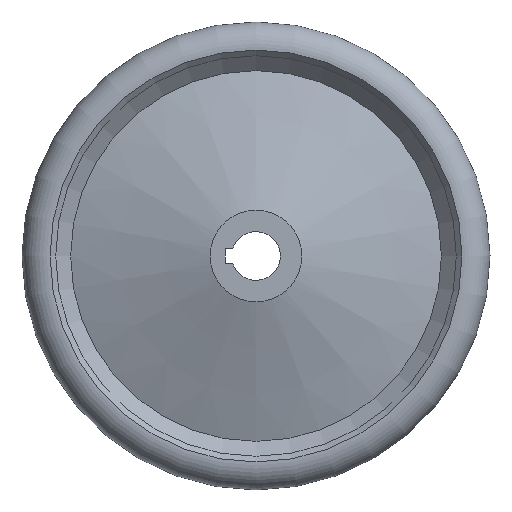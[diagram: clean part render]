
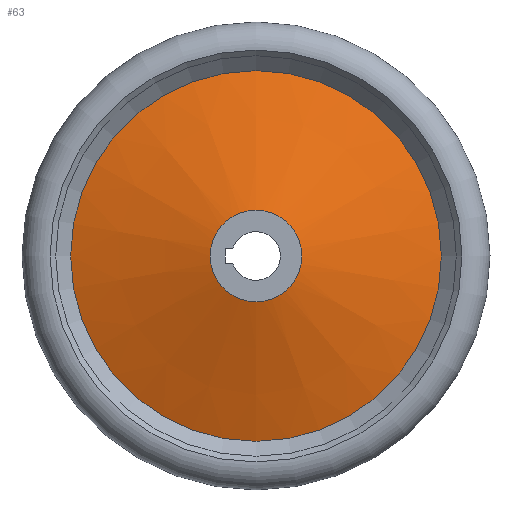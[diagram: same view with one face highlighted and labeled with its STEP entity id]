
A CAD part, left-side view. The second image highlights one B-rep face of the part: STEP entity #63.
In plain terms, the highlighted conical face has half-angle 71.935 degrees and reference radius 99 mm.
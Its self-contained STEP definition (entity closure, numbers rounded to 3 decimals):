
#63 = ADVANCED_FACE( '', ( #132, #133 ), #134, .T. );
#132 = FACE_BOUND( '', #196, .T. );
#133 = FACE_OUTER_BOUND( '', #197, .T. );
#134 = CONICAL_SURFACE( '', #198, 99., 1.256 );
#196 = EDGE_LOOP( '', ( #293 ) );
#197 = EDGE_LOOP( '', ( #294 ) );
#198 = AXIS2_PLACEMENT_3D( '', #295, #296, #297 );
#293 = ORIENTED_EDGE( '', *, *, #327, .F. );
#294 = ORIENTED_EDGE( '', *, *, #313, .T. );
#295 = CARTESIAN_POINT( '', ( 43.8, 0., 0. ) );
#296 = DIRECTION( '', ( 1., 0., 0. ) );
#297 = DIRECTION( '', ( 0., 0., -1. ) );
#313 = EDGE_CURVE( '', #351, #351, #352, .T. );
#327 = EDGE_CURVE( '', #376, #376, #377, .T. );
#351 = VERTEX_POINT( '', #406 );
#352 = CIRCLE( '', #407, 99. );
#376 = VERTEX_POINT( '', #439 );
#377 = CIRCLE( '', #440, 24.5 );
#406 = CARTESIAN_POINT( '', ( 43.8, 0., 99. ) );
#407 = AXIS2_PLACEMENT_3D( '', #470, #471, #472 );
#439 = CARTESIAN_POINT( '', ( 19.5, 0., 24.5 ) );
#440 = AXIS2_PLACEMENT_3D( '', #487, #488, #489 );
#470 = CARTESIAN_POINT( '', ( 43.8, 0., 0. ) );
#471 = DIRECTION( '', ( -1., 0., 0. ) );
#472 = DIRECTION( '', ( 0., 0., 1. ) );
#487 = CARTESIAN_POINT( '', ( 19.5, 0., 0. ) );
#488 = DIRECTION( '', ( -1., 0., 0. ) );
#489 = DIRECTION( '', ( 0., 0., 1. ) );
